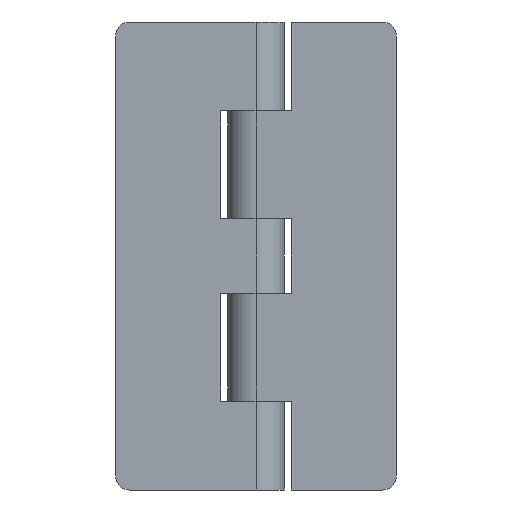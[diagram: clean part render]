
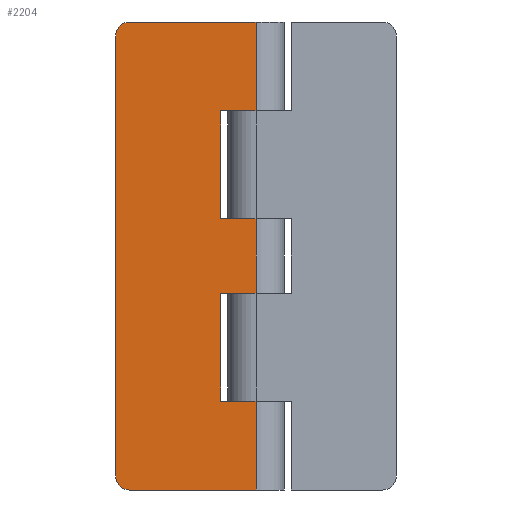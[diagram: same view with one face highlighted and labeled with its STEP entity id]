
A CAD part, front view. The second image highlights one B-rep face of the part: STEP entity #2204.
In plain terms, the highlighted planar face has unit normal (0, -1, 0).
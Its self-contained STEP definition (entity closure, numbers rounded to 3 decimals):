
#293 = CARTESIAN_POINT ( 'NONE',  ( 0., -6., 8. ) ) ;
#294 = CARTESIAN_POINT ( 'NONE',  ( 0., -6., 50. ) ) ;
#305 = DIRECTION ( 'NONE',  ( 0., 0., -1. ) ) ;
#306 = VECTOR ( 'NONE', #305, 1000. ) ;
#307 = CARTESIAN_POINT ( 'NONE',  ( 0., -6., 50. ) ) ;
#308 = LINE ( 'NONE', #307, #306 ) ;
#309 = CARTESIAN_POINT ( 'NONE',  ( 0., -6., -8. ) ) ;
#312 = CARTESIAN_POINT ( 'NONE',  ( 0., -6., 31. ) ) ;
#438 = CARTESIAN_POINT ( 'NONE',  ( -30., -6., -47. ) ) ;
#443 = CARTESIAN_POINT ( 'NONE',  ( -30., -6., 47. ) ) ;
#444 = DIRECTION ( 'NONE',  ( 0., 0., -1. ) ) ;
#445 = VECTOR ( 'NONE', #444, 1000. ) ;
#446 = CARTESIAN_POINT ( 'NONE',  ( -30., -6., 50. ) ) ;
#447 = LINE ( 'NONE', #446, #445 ) ;
#462 = DIRECTION ( 'NONE',  ( -1., 0., 0. ) ) ;
#463 = DIRECTION ( 'NONE',  ( 0., -1., 0. ) ) ;
#464 = CARTESIAN_POINT ( 'NONE',  ( -27., -6., -47. ) ) ;
#465 = AXIS2_PLACEMENT_3D ( 'NONE', #464, #463, #462 ) ;
#466 = CIRCLE ( 'NONE', #465, 3. ) ;
#495 = DIRECTION ( 'NONE',  ( -1., 0., 0. ) ) ;
#496 = DIRECTION ( 'NONE',  ( 0., 1., 0. ) ) ;
#497 = CARTESIAN_POINT ( 'NONE',  ( 0., -6., 50. ) ) ;
#498 = AXIS2_PLACEMENT_3D ( 'NONE', #497, #496, #495 ) ;
#499 = PLANE ( 'NONE',  #498 ) ;
#500 = FACE_OUTER_BOUND ( 'NONE', #2192, .T. ) ;
#747 = DIRECTION ( 'NONE',  ( 0., 0., -1. ) ) ;
#748 = VECTOR ( 'NONE', #747, 1000. ) ;
#749 = CARTESIAN_POINT ( 'NONE',  ( 0., -6., 50. ) ) ;
#750 = LINE ( 'NONE', #749, #748 ) ;
#793 = CARTESIAN_POINT ( 'NONE',  ( -27., -6., 50. ) ) ;
#794 = DIRECTION ( 'NONE',  ( 1., 0., 0. ) ) ;
#795 = VECTOR ( 'NONE', #794, 1000. ) ;
#796 = CARTESIAN_POINT ( 'NONE',  ( 0., -6., 50. ) ) ;
#797 = LINE ( 'NONE', #796, #795 ) ;
#992 = CARTESIAN_POINT ( 'NONE',  ( -27., -6., -50. ) ) ;
#1004 = CARTESIAN_POINT ( 'NONE',  ( 0., -6., -50. ) ) ;
#1087 = DIRECTION ( 'NONE',  ( 1., 0., 0. ) ) ;
#1088 = VECTOR ( 'NONE', #1087, 1000. ) ;
#1089 = CARTESIAN_POINT ( 'NONE',  ( 0., -6., -50. ) ) ;
#1090 = LINE ( 'NONE', #1089, #1088 ) ;
#1213 = LINE ( 'NONE', #1219, #1281 ) ;
#1219 = CARTESIAN_POINT ( 'NONE',  ( 0., -6., 50. ) ) ;
#1279 = CARTESIAN_POINT ( 'NONE',  ( 0., -6., -31. ) ) ;
#1280 = DIRECTION ( 'NONE',  ( 0., 0., -1. ) ) ;
#1281 = VECTOR ( 'NONE', #1280, 1000. ) ;
#1444 = CARTESIAN_POINT ( 'NONE',  ( -7.5, -6., -31. ) ) ;
#1464 = DIRECTION ( 'NONE',  ( 0., 0., 1. ) ) ;
#1465 = VECTOR ( 'NONE', #1464, 1000. ) ;
#1466 = CARTESIAN_POINT ( 'NONE',  ( -7.5, -6., 50. ) ) ;
#1472 = LINE ( 'NONE', #1466, #1465 ) ;
#1474 = CARTESIAN_POINT ( 'NONE',  ( -7.5, -6., 8. ) ) ;
#1475 = DIRECTION ( 'NONE',  ( 1., 0., 0. ) ) ;
#1476 = VECTOR ( 'NONE', #1475, 1000. ) ;
#1477 = CARTESIAN_POINT ( 'NONE',  ( 0., -6., -8. ) ) ;
#1478 = LINE ( 'NONE', #1477, #1476 ) ;
#1479 = CARTESIAN_POINT ( 'NONE',  ( -7.5, -6., -8. ) ) ;
#1489 = DIRECTION ( 'NONE',  ( -1., 0., 0. ) ) ;
#1490 = VECTOR ( 'NONE', #1489, 1000. ) ;
#1491 = CARTESIAN_POINT ( 'NONE',  ( 0., -6., -31. ) ) ;
#1492 = LINE ( 'NONE', #1491, #1490 ) ;
#1502 = CIRCLE ( 'NONE', #1564, 3. ) ;
#1503 = DIRECTION ( 'NONE',  ( 0., 0., 1. ) ) ;
#1504 = VECTOR ( 'NONE', #1503, 1000. ) ;
#1505 = CARTESIAN_POINT ( 'NONE',  ( -7.5, -6., 50. ) ) ;
#1506 = LINE ( 'NONE', #1505, #1504 ) ;
#1507 = CARTESIAN_POINT ( 'NONE',  ( -7.5, -6., 31. ) ) ;
#1508 = DIRECTION ( 'NONE',  ( 1., 0., 0. ) ) ;
#1509 = VECTOR ( 'NONE', #1508, 1000. ) ;
#1510 = CARTESIAN_POINT ( 'NONE',  ( 0., -6., 31. ) ) ;
#1511 = LINE ( 'NONE', #1510, #1509 ) ;
#1522 = DIRECTION ( 'NONE',  ( -1., 0., 0. ) ) ;
#1523 = VECTOR ( 'NONE', #1522, 1000. ) ;
#1524 = CARTESIAN_POINT ( 'NONE',  ( 0., -6., 8. ) ) ;
#1529 = LINE ( 'NONE', #1524, #1523 ) ;
#1560 = DIRECTION ( 'NONE',  ( -1., 0., 0. ) ) ;
#1562 = DIRECTION ( 'NONE',  ( 0., -1., 0. ) ) ;
#1563 = CARTESIAN_POINT ( 'NONE',  ( -27., -6., 47. ) ) ;
#1564 = AXIS2_PLACEMENT_3D ( 'NONE', #1563, #1562, #1560 ) ;
#2091 = VERTEX_POINT ( 'NONE', #309 ) ;
#2092 = EDGE_CURVE ( 'NONE', #2100, #2091, #308, .T. ) ;
#2098 = VERTEX_POINT ( 'NONE', #294 ) ;
#2100 = VERTEX_POINT ( 'NONE', #293 ) ;
#2125 = VERTEX_POINT ( 'NONE', #312 ) ;
#2181 = ORIENTED_EDGE ( 'NONE', *, *, #2688, .F. ) ;
#2183 = ORIENTED_EDGE ( 'NONE', *, *, #2598, .T. ) ;
#2186 = EDGE_CURVE ( 'NONE', #2197, #2497, #466, .T. ) ;
#2191 = EDGE_CURVE ( 'NONE', #2194, #2197, #447, .T. ) ;
#2192 = EDGE_LOOP ( 'NONE', ( #2201, #2199, #2183, #2181, #2816, #2841, #2842, #2845, #2853, #2865, #2863, #2860, #2858, #2855 ) ) ;
#2194 = VERTEX_POINT ( 'NONE', #443 ) ;
#2197 = VERTEX_POINT ( 'NONE', #438 ) ;
#2199 = ORIENTED_EDGE ( 'NONE', *, *, #2186, .T. ) ;
#2201 = ORIENTED_EDGE ( 'NONE', *, *, #2191, .T. ) ;
#2204 = ADVANCED_FACE ( 'NONE', ( #500 ), #499, .F. ) ;
#2361 = EDGE_CURVE ( 'NONE', #2098, #2125, #750, .T. ) ;
#2398 = EDGE_CURVE ( 'NONE', #2399, #2098, #797, .T. ) ;
#2399 = VERTEX_POINT ( 'NONE', #793 ) ;
#2491 = VERTEX_POINT ( 'NONE', #1004 ) ;
#2497 = VERTEX_POINT ( 'NONE', #992 ) ;
#2598 = EDGE_CURVE ( 'NONE', #2497, #2491, #1090, .T. ) ;
#2688 = EDGE_CURVE ( 'NONE', #2689, #2491, #1213, .T. ) ;
#2689 = VERTEX_POINT ( 'NONE', #1279 ) ;
#2816 = ORIENTED_EDGE ( 'NONE', *, *, #2833, .T. ) ;
#2817 = EDGE_CURVE ( 'NONE', #2827, #2840, #1472, .T. ) ;
#2827 = VERTEX_POINT ( 'NONE', #1444 ) ;
#2833 = EDGE_CURVE ( 'NONE', #2689, #2827, #1492, .T. ) ;
#2840 = VERTEX_POINT ( 'NONE', #1479 ) ;
#2841 = ORIENTED_EDGE ( 'NONE', *, *, #2817, .T. ) ;
#2842 = ORIENTED_EDGE ( 'NONE', *, *, #2843, .T. ) ;
#2843 = EDGE_CURVE ( 'NONE', #2840, #2091, #1478, .T. ) ;
#2845 = ORIENTED_EDGE ( 'NONE', *, *, #2092, .F. ) ;
#2846 = VERTEX_POINT ( 'NONE', #1474 ) ;
#2852 = EDGE_CURVE ( 'NONE', #2100, #2846, #1529, .T. ) ;
#2853 = ORIENTED_EDGE ( 'NONE', *, *, #2852, .T. ) ;
#2855 = ORIENTED_EDGE ( 'NONE', *, *, #2868, .T. ) ;
#2858 = ORIENTED_EDGE ( 'NONE', *, *, #2398, .F. ) ;
#2860 = ORIENTED_EDGE ( 'NONE', *, *, #2361, .F. ) ;
#2861 = EDGE_CURVE ( 'NONE', #2862, #2125, #1511, .T. ) ;
#2862 = VERTEX_POINT ( 'NONE', #1507 ) ;
#2863 = ORIENTED_EDGE ( 'NONE', *, *, #2861, .T. ) ;
#2864 = EDGE_CURVE ( 'NONE', #2846, #2862, #1506, .T. ) ;
#2865 = ORIENTED_EDGE ( 'NONE', *, *, #2864, .T. ) ;
#2868 = EDGE_CURVE ( 'NONE', #2399, #2194, #1502, .T. ) ;
